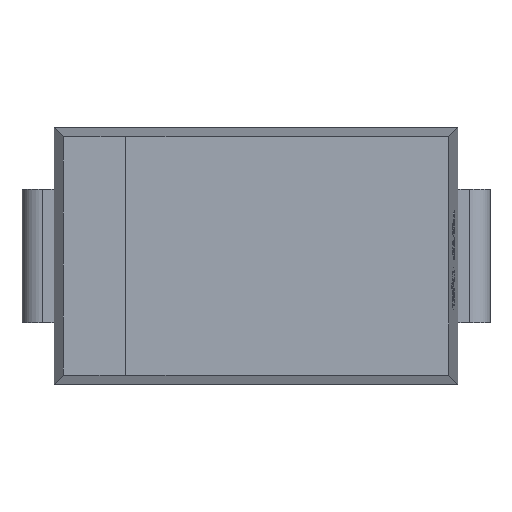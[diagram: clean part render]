
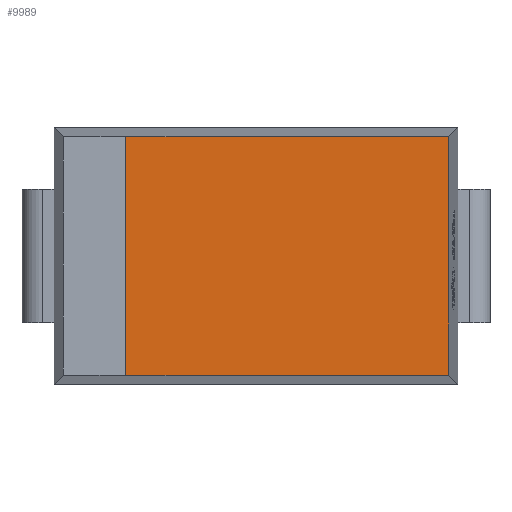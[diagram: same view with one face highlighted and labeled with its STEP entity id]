
A CAD part, top view. The second image highlights one B-rep face of the part: STEP entity #9989.
In plain terms, the highlighted planar face has unit normal (0, 0, 1).
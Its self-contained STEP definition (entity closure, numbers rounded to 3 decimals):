
#3 = CARTESIAN_POINT ( 'NONE',  ( 2.1, -1.3, 2.22 ) ) ;
#155 = CARTESIAN_POINT ( 'NONE',  ( -1.418, -0.052, 2.22 ) ) ;
#210 = VERTEX_POINT ( 'NONE', #9654 ) ;
#240 = CARTESIAN_POINT ( 'NONE',  ( -1.418, 0.364, 2.22 ) ) ;
#323 = CARTESIAN_POINT ( 'NONE',  ( -1.418, 0.572, 2.22 ) ) ;
#1204 = EDGE_LOOP ( 'NONE', ( #3962, #2630, #13692, #12287 ) ) ;
#1452 = CARTESIAN_POINT ( 'NONE',  ( -1.418, -0.572, 2.22 ) ) ;
#1487 = VECTOR ( 'NONE', #8635, 1000. ) ;
#1558 = VECTOR ( 'NONE', #7409, 1000. ) ;
#1630 = CARTESIAN_POINT ( 'NONE',  ( -1.418, 0.156, 2.22 ) ) ;
#2387 = LINE ( 'NONE', #15163, #1558 ) ;
#2630 = ORIENTED_EDGE ( 'NONE', *, *, #7453, .T. ) ;
#2882 = DIRECTION ( 'NONE',  ( -1., 0., 0. ) ) ;
#3333 = DIRECTION ( 'NONE',  ( 0., 0., 1. ) ) ;
#3407 = CARTESIAN_POINT ( 'NONE',  ( -1.418, -1.265, 2.22 ) ) ;
#3635 = VECTOR ( 'NONE', #2882, 1000. ) ;
#3844 = CARTESIAN_POINT ( 'NONE',  ( -1.418, 1.196, 2.22 ) ) ;
#3962 = ORIENTED_EDGE ( 'NONE', *, *, #4332, .T. ) ;
#4332 = EDGE_CURVE ( 'NONE', #9531, #210, #13886, .T. ) ;
#4574 = CARTESIAN_POINT ( 'NONE',  ( 0., 0., 2.22 ) ) ;
#4724 = CARTESIAN_POINT ( 'NONE',  ( -1.418, -0.988, 2.22 ) ) ;
#5479 = CARTESIAN_POINT ( 'NONE',  ( -1.418, 1.265, 2.22 ) ) ;
#5570 = CARTESIAN_POINT ( 'NONE',  ( -2.2, 1.3, 2.22 ) ) ;
#6036 = CARTESIAN_POINT ( 'NONE',  ( -1.418, -0.676, 2.22 ) ) ;
#6395 = CARTESIAN_POINT ( 'NONE',  ( -1.418, 0.052, 2.22 ) ) ;
#6569 = CARTESIAN_POINT ( 'NONE',  ( -1.418, 0.988, 2.22 ) ) ;
#6716 = CARTESIAN_POINT ( 'NONE',  ( -1.418, 1.3, 2.22 ) ) ;
#7409 = DIRECTION ( 'NONE',  ( 0., 1., 0. ) ) ;
#7453 = EDGE_CURVE ( 'NONE', #210, #8072, #12377, .T. ) ;
#7648 = CARTESIAN_POINT ( 'NONE',  ( -1.418, 0.676, 2.22 ) ) ;
#7728 = CARTESIAN_POINT ( 'NONE',  ( -1.418, -0.468, 2.22 ) ) ;
#8072 = VERTEX_POINT ( 'NONE', #3 ) ;
#8080 = LINE ( 'NONE', #5570, #3635 ) ;
#8233 = PLANE ( 'NONE',  #12391 ) ;
#8458 = CARTESIAN_POINT ( 'NONE',  ( -1.418, -0.78, 2.22 ) ) ;
#8536 = CARTESIAN_POINT ( 'NONE',  ( -1.418, -1.196, 2.22 ) ) ;
#8579 = EDGE_CURVE ( 'NONE', #8072, #15451, #2387, .T. ) ;
#8583 = CARTESIAN_POINT ( 'NONE',  ( -1.418, 1.3, 2.22 ) ) ;
#8635 = DIRECTION ( 'NONE',  ( 1., 0., 0. ) ) ;
#8804 = CARTESIAN_POINT ( 'NONE',  ( 2.2, -1.3, 2.22 ) ) ;
#9531 = VERTEX_POINT ( 'NONE', #8583 ) ;
#9654 = CARTESIAN_POINT ( 'NONE',  ( -1.418, -1.3, 2.22 ) ) ;
#9677 = EDGE_CURVE ( 'NONE', #15451, #9531, #8080, .T. ) ;
#9989 = ADVANCED_FACE ( 'NONE', ( #12980 ), #8233, .T. ) ;
#10229 = CARTESIAN_POINT ( 'NONE',  ( -1.418, -0.156, 2.22 ) ) ;
#11551 = CARTESIAN_POINT ( 'NONE',  ( -1.418, 0.26, 2.22 ) ) ;
#11640 = CARTESIAN_POINT ( 'NONE',  ( -1.418, 0.78, 2.22 ) ) ;
#11964 = DIRECTION ( 'NONE',  ( 1., 0., 0. ) ) ;
#12200 = CARTESIAN_POINT ( 'NONE',  ( 2.1, 1.3, 2.22 ) ) ;
#12285 = CARTESIAN_POINT ( 'NONE',  ( -1.418, -1.092, 2.22 ) ) ;
#12287 = ORIENTED_EDGE ( 'NONE', *, *, #9677, .T. ) ;
#12377 = LINE ( 'NONE', #8804, #1487 ) ;
#12391 = AXIS2_PLACEMENT_3D ( 'NONE', #4574, #3333, #11964 ) ;
#12806 = CARTESIAN_POINT ( 'NONE',  ( -1.418, 0.884, 2.22 ) ) ;
#12980 = FACE_OUTER_BOUND ( 'NONE', #1204, .T. ) ;
#12990 = CARTESIAN_POINT ( 'NONE',  ( -1.418, 1.092, 2.22 ) ) ;
#13692 = ORIENTED_EDGE ( 'NONE', *, *, #8579, .T. ) ;
#13886 = B_SPLINE_CURVE_WITH_KNOTS ( 'NONE', 3,
 ( #6716, #5479, #3844, #12990, #6569, #12806, #11640, #7648, #323, #15491, #240, #11551, #1630, #6395, #155, #10229, #15325, #14063, #7728, #1452, #6036, #8458, #14388, #4724, #12285, #8536, #3407, #16126 ),
 .UNSPECIFIED., .F., .F.,
 ( 4, 1, 1, 1, 1, 1, 1, 1, 1, 1, 1, 1, 1, 1, 1, 1, 1, 1, 1, 1, 1, 1, 1, 1, 1, 4 ),
 ( 0., 0.04, 0.08, 0.12, 0.16, 0.2, 0.24, 0.28, 0.32, 0.36, 0.4, 0.44, 0.48, 0.52, 0.56, 0.6, 0.64, 0.68, 0.72, 0.76, 0.8, 0.84, 0.88, 0.92, 0.96, 1. ),
 .UNSPECIFIED. ) ;
#14063 = CARTESIAN_POINT ( 'NONE',  ( -1.418, -0.364, 2.22 ) ) ;
#14388 = CARTESIAN_POINT ( 'NONE',  ( -1.418, -0.884, 2.22 ) ) ;
#15163 = CARTESIAN_POINT ( 'NONE',  ( 2.1, 1.4, 2.22 ) ) ;
#15325 = CARTESIAN_POINT ( 'NONE',  ( -1.418, -0.26, 2.22 ) ) ;
#15451 = VERTEX_POINT ( 'NONE', #12200 ) ;
#15491 = CARTESIAN_POINT ( 'NONE',  ( -1.418, 0.468, 2.22 ) ) ;
#16126 = CARTESIAN_POINT ( 'NONE',  ( -1.418, -1.3, 2.22 ) ) ;
